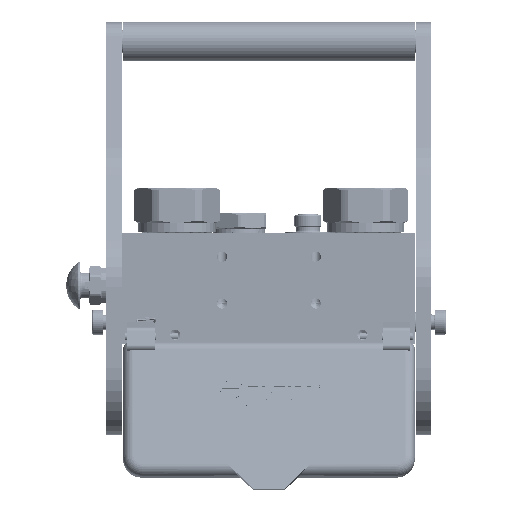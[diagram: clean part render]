
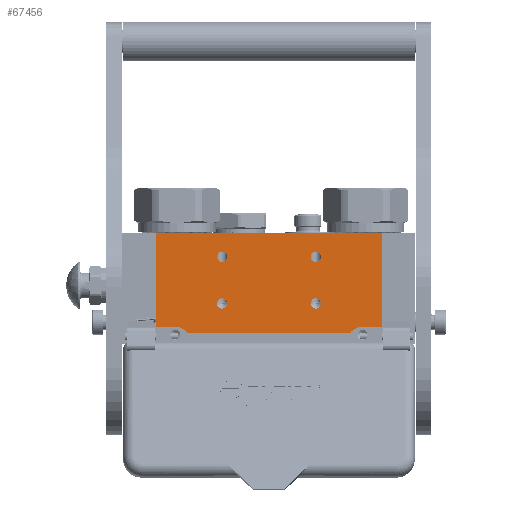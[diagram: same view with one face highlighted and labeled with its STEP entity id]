
A CAD part, left-side view. The second image highlights one B-rep face of the part: STEP entity #67456.
In plain terms, the highlighted face is planar.
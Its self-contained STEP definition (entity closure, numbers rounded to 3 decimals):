
#1060 = FACE_BOUND ( 'NONE', #103376, .T. ) ;
#1191 = CARTESIAN_POINT ( 'NONE',  ( 154., 70., -108. ) ) ;
#1440 = VECTOR ( 'NONE', #146166, 1000. ) ;
#3120 = VECTOR ( 'NONE', #89095, 1000. ) ;
#4780 = CARTESIAN_POINT ( 'NONE',  ( 166.7, 60., -108. ) ) ;
#5649 = DIRECTION ( 'NONE',  ( 0., -1., 0. ) ) ;
#8303 = CARTESIAN_POINT ( 'NONE',  ( 124., 45., -108. ) ) ;
#9144 = DIRECTION ( 'NONE',  ( 0., 1., 0. ) ) ;
#12351 = VECTOR ( 'NONE', #120237, 1000. ) ;
#12723 = CARTESIAN_POINT ( 'NONE',  ( 34., 60., -108. ) ) ;
#13508 = CIRCLE ( 'NONE', #101223, 3.3 ) ;
#14259 = FACE_BOUND ( 'NONE', #54397, .T. ) ;
#14976 = CARTESIAN_POINT ( 'NONE',  ( 154., 60., -108. ) ) ;
#15653 = CARTESIAN_POINT ( 'NONE',  ( 145.854, 64.2, -108. ) ) ;
#16205 = CIRCLE ( 'NONE', #137282, 3.3 ) ;
#16502 = DIRECTION ( 'NONE',  ( -1., 0., 0. ) ) ;
#17221 = VECTOR ( 'NONE', #98481, 1000. ) ;
#18269 = DIRECTION ( 'NONE',  ( 0., 1., 0. ) ) ;
#21032 = EDGE_CURVE ( 'NONE', #76144, #103582, #131678, .T. ) ;
#21652 = DIRECTION ( 'NONE',  ( 0., -1., 0. ) ) ;
#21815 = DIRECTION ( 'NONE',  ( 0., 0., -1. ) ) ;
#21939 = AXIS2_PLACEMENT_3D ( 'NONE', #8303, #43708, #153910 ) ;
#26595 = CARTESIAN_POINT ( 'NONE',  ( 64., 18.3, -108. ) ) ;
#26606 = VERTEX_POINT ( 'NONE', #152541 ) ;
#27060 = DIRECTION ( 'NONE',  ( 0., 0., -1. ) ) ;
#27585 = ORIENTED_EDGE ( 'NONE', *, *, #136133, .F. ) ;
#28452 = VERTEX_POINT ( 'NONE', #130728 ) ;
#30206 = AXIS2_PLACEMENT_3D ( 'NONE', #81981, #21815, #106213 ) ;
#30618 = DIRECTION ( 'NONE',  ( 0., 0., -1. ) ) ;
#30650 = EDGE_LOOP ( 'NONE', ( #35633, #90579, #55038, #98413, #50273, #139292, #38011, #118018 ) ) ;
#32105 = AXIS2_PLACEMENT_3D ( 'NONE', #66063, #126191, #16502 ) ;
#32249 = VERTEX_POINT ( 'NONE', #78173 ) ;
#33009 = LINE ( 'NONE', #55008, #36814 ) ;
#33526 = CIRCLE ( 'NONE', #111829, 3.3 ) ;
#35633 = ORIENTED_EDGE ( 'NONE', *, *, #146004, .F. ) ;
#36814 = VECTOR ( 'NONE', #104010, 1000. ) ;
#37359 = CARTESIAN_POINT ( 'NONE',  ( 166.7, 60., -108. ) ) ;
#37518 = CARTESIAN_POINT ( 'NONE',  ( 42.146, 64.2, -108. ) ) ;
#38011 = ORIENTED_EDGE ( 'NONE', *, *, #58927, .F. ) ;
#39626 = DIRECTION ( 'NONE',  ( 0., 1., 0. ) ) ;
#42230 = LINE ( 'NONE', #102945, #80118 ) ;
#43480 = CARTESIAN_POINT ( 'NONE',  ( 124., 15., -108. ) ) ;
#43708 = DIRECTION ( 'NONE',  ( 0., 0., -1. ) ) ;
#46336 = FACE_BOUND ( 'NONE', #72385, .T. ) ;
#49358 = VERTEX_POINT ( 'NONE', #26595 ) ;
#50273 = ORIENTED_EDGE ( 'NONE', *, *, #77896, .F. ) ;
#50433 = ORIENTED_EDGE ( 'NONE', *, *, #123488, .F. ) ;
#50704 = ORIENTED_EDGE ( 'NONE', *, *, #103578, .F. ) ;
#50728 = VERTEX_POINT ( 'NONE', #15653 ) ;
#54397 = EDGE_LOOP ( 'NONE', ( #121946, #50433 ) ) ;
#54416 = CARTESIAN_POINT ( 'NONE',  ( 124., 45., -108. ) ) ;
#55008 = CARTESIAN_POINT ( 'NONE',  ( 145.854, 64.2, -108. ) ) ;
#55038 = ORIENTED_EDGE ( 'NONE', *, *, #109998, .T. ) ;
#55181 = CARTESIAN_POINT ( 'NONE',  ( 64., 45., -108. ) ) ;
#58556 = EDGE_CURVE ( 'NONE', #150237, #123622, #143104, .T. ) ;
#58833 = LINE ( 'NONE', #76326, #17221 ) ;
#58927 = EDGE_CURVE ( 'NONE', #142893, #50728, #103279, .T. ) ;
#61079 = CARTESIAN_POINT ( 'NONE',  ( 166.7, 0., -108. ) ) ;
#61323 = CIRCLE ( 'NONE', #106960, 3.3 ) ;
#62966 = CARTESIAN_POINT ( 'NONE',  ( 124., 15., -108. ) ) ;
#64789 = DIRECTION ( 'NONE',  ( 0., 0., -1. ) ) ;
#64964 = DIRECTION ( 'NONE',  ( 0., 0., -1. ) ) ;
#66063 = CARTESIAN_POINT ( 'NONE',  ( 166.7, 0., -108. ) ) ;
#66411 = VERTEX_POINT ( 'NONE', #37518 ) ;
#67456 = ADVANCED_FACE ( 'NONE', ( #118126, #46336, #14259, #1060, #114324 ), #125672, .T. ) ;
#69163 = CARTESIAN_POINT ( 'NONE',  ( 64., 15., -108. ) ) ;
#71147 = AXIS2_PLACEMENT_3D ( 'NONE', #43480, #117340, #9144 ) ;
#72385 = EDGE_LOOP ( 'NONE', ( #156643, #111122 ) ) ;
#72674 = EDGE_CURVE ( 'NONE', #126417, #92566, #78724, .T. ) ;
#72995 = DIRECTION ( 'NONE',  ( 0., 0., -1. ) ) ;
#74755 = CARTESIAN_POINT ( 'NONE',  ( 124., 18.3, -108. ) ) ;
#76144 = VERTEX_POINT ( 'NONE', #61079 ) ;
#76255 = AXIS2_PLACEMENT_3D ( 'NONE', #1191, #72995, #109870 ) ;
#76326 = CARTESIAN_POINT ( 'NONE',  ( 166.7, 0., -108. ) ) ;
#76579 = LINE ( 'NONE', #37359, #12351 ) ;
#76839 = EDGE_LOOP ( 'NONE', ( #91601, #27585 ) ) ;
#77117 = CARTESIAN_POINT ( 'NONE',  ( 21.3, 0., -108. ) ) ;
#77670 = DIRECTION ( 'NONE',  ( 0., -1., 0. ) ) ;
#77896 = EDGE_CURVE ( 'NONE', #66411, #92566, #156484, .T. ) ;
#78173 = CARTESIAN_POINT ( 'NONE',  ( 124., 41.7, -108. ) ) ;
#78259 = CARTESIAN_POINT ( 'NONE',  ( 64., 11.7, -108. ) ) ;
#78724 = LINE ( 'NONE', #149164, #3120 ) ;
#78973 = DIRECTION ( 'NONE',  ( 0., 0., -1. ) ) ;
#80118 = VECTOR ( 'NONE', #150453, 1000. ) ;
#81981 = CARTESIAN_POINT ( 'NONE',  ( 34., 70., -108. ) ) ;
#85696 = VERTEX_POINT ( 'NONE', #78259 ) ;
#89095 = DIRECTION ( 'NONE',  ( 1., 0., 0. ) ) ;
#90579 = ORIENTED_EDGE ( 'NONE', *, *, #21032, .T. ) ;
#90623 = CARTESIAN_POINT ( 'NONE',  ( 64., 45., -108. ) ) ;
#91601 = ORIENTED_EDGE ( 'NONE', *, *, #114815, .F. ) ;
#92566 = VERTEX_POINT ( 'NONE', #12723 ) ;
#97188 = CARTESIAN_POINT ( 'NONE',  ( 166.7, 0., -108. ) ) ;
#98413 = ORIENTED_EDGE ( 'NONE', *, *, #72674, .T. ) ;
#98481 = DIRECTION ( 'NONE',  ( 0., 1., 0. ) ) ;
#100470 = VERTEX_POINT ( 'NONE', #4780 ) ;
#100853 = CARTESIAN_POINT ( 'NONE',  ( 64., 15., -108. ) ) ;
#101206 = EDGE_CURVE ( 'NONE', #112379, #26606, #33526, .T. ) ;
#101223 = AXIS2_PLACEMENT_3D ( 'NONE', #54416, #30618, #77670 ) ;
#101496 = CIRCLE ( 'NONE', #110457, 3.3 ) ;
#102035 = ORIENTED_EDGE ( 'NONE', *, *, #146721, .F. ) ;
#102945 = CARTESIAN_POINT ( 'NONE',  ( 21.3, 0., -108. ) ) ;
#103279 = CIRCLE ( 'NONE', #76255, 10. ) ;
#103376 = EDGE_LOOP ( 'NONE', ( #102035, #50704 ) ) ;
#103578 = EDGE_CURVE ( 'NONE', #49358, #85696, #61323, .T. ) ;
#103582 = VERTEX_POINT ( 'NONE', #77117 ) ;
#104010 = DIRECTION ( 'NONE',  ( -1., 0., 0. ) ) ;
#105522 = DIRECTION ( 'NONE',  ( 0., 0., -1. ) ) ;
#106213 = DIRECTION ( 'NONE',  ( 0.815, -0.58, 0. ) ) ;
#106960 = AXIS2_PLACEMENT_3D ( 'NONE', #100853, #64964, #39626 ) ;
#109870 = DIRECTION ( 'NONE',  ( 0., -1., 0. ) ) ;
#109998 = EDGE_CURVE ( 'NONE', #103582, #126417, #42230, .T. ) ;
#110457 = AXIS2_PLACEMENT_3D ( 'NONE', #55181, #78973, #18269 ) ;
#111122 = ORIENTED_EDGE ( 'NONE', *, *, #58556, .F. ) ;
#111829 = AXIS2_PLACEMENT_3D ( 'NONE', #90623, #64789, #5649 ) ;
#112379 = VERTEX_POINT ( 'NONE', #143779 ) ;
#114324 = FACE_OUTER_BOUND ( 'NONE', #30650, .T. ) ;
#114815 = EDGE_CURVE ( 'NONE', #32249, #28452, #13508, .T. ) ;
#117340 = DIRECTION ( 'NONE',  ( 0., 0., -1. ) ) ;
#117836 = EDGE_CURVE ( 'NONE', #50728, #66411, #33009, .T. ) ;
#118018 = ORIENTED_EDGE ( 'NONE', *, *, #143909, .F. ) ;
#118126 = FACE_BOUND ( 'NONE', #76839, .T. ) ;
#120237 = DIRECTION ( 'NONE',  ( -1., 0., 0. ) ) ;
#121946 = ORIENTED_EDGE ( 'NONE', *, *, #101206, .F. ) ;
#123488 = EDGE_CURVE ( 'NONE', #26606, #112379, #101496, .T. ) ;
#123622 = VERTEX_POINT ( 'NONE', #155334 ) ;
#125672 = PLANE ( 'NONE',  #32105 ) ;
#126191 = DIRECTION ( 'NONE',  ( 0., 0., -1. ) ) ;
#126339 = CIRCLE ( 'NONE', #143782, 3.3 ) ;
#126417 = VERTEX_POINT ( 'NONE', #151860 ) ;
#130728 = CARTESIAN_POINT ( 'NONE',  ( 124., 48.3, -108. ) ) ;
#131678 = LINE ( 'NONE', #97188, #1440 ) ;
#136133 = EDGE_CURVE ( 'NONE', #28452, #32249, #139086, .T. ) ;
#137082 = EDGE_CURVE ( 'NONE', #123622, #150237, #16205, .T. ) ;
#137282 = AXIS2_PLACEMENT_3D ( 'NONE', #62966, #27060, #146273 ) ;
#139086 = CIRCLE ( 'NONE', #21939, 3.3 ) ;
#139292 = ORIENTED_EDGE ( 'NONE', *, *, #117836, .F. ) ;
#142893 = VERTEX_POINT ( 'NONE', #14976 ) ;
#143104 = CIRCLE ( 'NONE', #71147, 3.3 ) ;
#143779 = CARTESIAN_POINT ( 'NONE',  ( 64., 41.7, -108. ) ) ;
#143782 = AXIS2_PLACEMENT_3D ( 'NONE', #69163, #105522, #21652 ) ;
#143909 = EDGE_CURVE ( 'NONE', #100470, #142893, #76579, .T. ) ;
#146004 = EDGE_CURVE ( 'NONE', #76144, #100470, #58833, .T. ) ;
#146166 = DIRECTION ( 'NONE',  ( -1., 0., 0. ) ) ;
#146273 = DIRECTION ( 'NONE',  ( 0., -1., 0. ) ) ;
#146721 = EDGE_CURVE ( 'NONE', #85696, #49358, #126339, .T. ) ;
#149164 = CARTESIAN_POINT ( 'NONE',  ( 21.3, 60., -108. ) ) ;
#150237 = VERTEX_POINT ( 'NONE', #74755 ) ;
#150453 = DIRECTION ( 'NONE',  ( 0., 1., 0. ) ) ;
#151860 = CARTESIAN_POINT ( 'NONE',  ( 21.3, 60., -108. ) ) ;
#152541 = CARTESIAN_POINT ( 'NONE',  ( 64., 48.3, -108. ) ) ;
#153910 = DIRECTION ( 'NONE',  ( 0., 1., 0. ) ) ;
#155334 = CARTESIAN_POINT ( 'NONE',  ( 124., 11.7, -108. ) ) ;
#156484 = CIRCLE ( 'NONE', #30206, 10. ) ;
#156643 = ORIENTED_EDGE ( 'NONE', *, *, #137082, .F. ) ;
